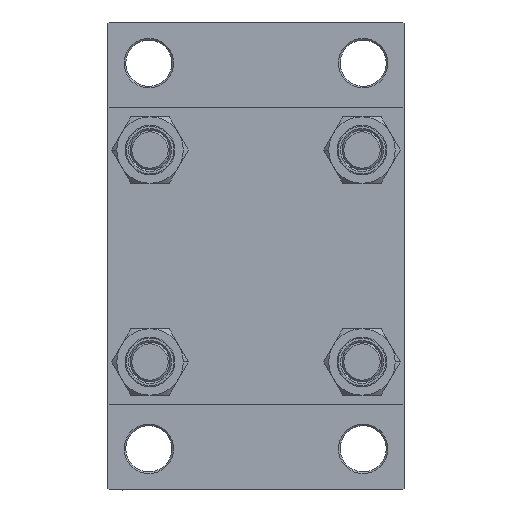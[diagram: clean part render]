
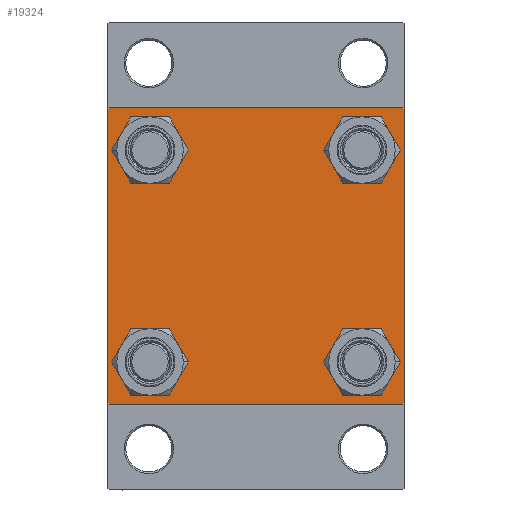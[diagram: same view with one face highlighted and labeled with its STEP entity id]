
A CAD part, left-side view. The second image highlights one B-rep face of the part: STEP entity #19324.
In plain terms, the highlighted planar face has unit normal (-1, 0, 0).
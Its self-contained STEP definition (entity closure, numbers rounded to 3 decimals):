
#754 = DIRECTION ( 'NONE',  ( 0., 0., 1. ) ) ;
#768 = EDGE_CURVE ( 'NONE', #9348, #14316, #32693, .T. ) ;
#808 = CARTESIAN_POINT ( 'NONE',  ( 0., -32.15, -25.65 ) ) ;
#1393 = ORIENTED_EDGE ( 'NONE', *, *, #45283, .T. ) ;
#1716 = ORIENTED_EDGE ( 'NONE', *, *, #7439, .T. ) ;
#2566 = AXIS2_PLACEMENT_3D ( 'NONE', #15895, #19712, #23502 ) ;
#2716 = VERTEX_POINT ( 'NONE', #38807 ) ;
#2976 = CARTESIAN_POINT ( 'NONE',  ( 0., -45., -44.5 ) ) ;
#3012 = AXIS2_PLACEMENT_3D ( 'NONE', #38965, #35379, #27735 ) ;
#3863 = EDGE_CURVE ( 'NONE', #23047, #32060, #29513, .T. ) ;
#4772 = CIRCLE ( 'NONE', #41352, 6.5 ) ;
#5440 = CARTESIAN_POINT ( 'NONE',  ( 0., 32.15, -25.65 ) ) ;
#6347 = DIRECTION ( 'NONE',  ( -1., 0., 0. ) ) ;
#6494 = EDGE_LOOP ( 'NONE', ( #46895, #46944, #32734, #30871, #35225, #20087, #13292, #43038 ) ) ;
#6583 = DIRECTION ( 'NONE',  ( 0., 0., 1. ) ) ;
#6809 = FACE_BOUND ( 'NONE', #26174, .T. ) ;
#7088 = CARTESIAN_POINT ( 'NONE',  ( 0., -32.15, 38.65 ) ) ;
#7150 = EDGE_LOOP ( 'NONE', ( #8778, #1393 ) ) ;
#7166 = CIRCLE ( 'NONE', #2566, 6.5 ) ;
#7439 = EDGE_CURVE ( 'NONE', #14316, #9348, #29855, .T. ) ;
#7584 = EDGE_LOOP ( 'NONE', ( #35107, #1716 ) ) ;
#7840 = DIRECTION ( 'NONE',  ( 1., 0., 0. ) ) ;
#7859 = CARTESIAN_POINT ( 'NONE',  ( 0., 45., -44.5 ) ) ;
#8648 = CARTESIAN_POINT ( 'NONE',  ( 0., -32.15, -32.15 ) ) ;
#8778 = ORIENTED_EDGE ( 'NONE', *, *, #15296, .T. ) ;
#9119 = VECTOR ( 'NONE', #11293, 1000. ) ;
#9348 = VERTEX_POINT ( 'NONE', #5440 ) ;
#9449 = LINE ( 'NONE', #12084, #15557 ) ;
#10127 = CARTESIAN_POINT ( 'NONE',  ( 0., 44.75, -44.75 ) ) ;
#10151 = PLANE ( 'NONE',  #31752 ) ;
#10413 = EDGE_CURVE ( 'NONE', #37975, #28581, #13201, .T. ) ;
#10860 = FACE_BOUND ( 'NONE', #7584, .T. ) ;
#11065 = CARTESIAN_POINT ( 'NONE',  ( 0., 45., 45. ) ) ;
#11293 = DIRECTION ( 'NONE',  ( 0., 0., -1. ) ) ;
#11395 = CARTESIAN_POINT ( 'NONE',  ( 0., -32.15, -38.65 ) ) ;
#11721 = CARTESIAN_POINT ( 'NONE',  ( 0., 32.15, 32.15 ) ) ;
#11902 = DIRECTION ( 'NONE',  ( 0., 0., 1. ) ) ;
#11974 = CARTESIAN_POINT ( 'NONE',  ( 0., 32.15, -32.15 ) ) ;
#12084 = CARTESIAN_POINT ( 'NONE',  ( 0., -44.75, -44.75 ) ) ;
#12299 = VERTEX_POINT ( 'NONE', #32709 ) ;
#13201 = CIRCLE ( 'NONE', #45982, 6.5 ) ;
#13204 = DIRECTION ( 'NONE',  ( 1., 0., 0. ) ) ;
#13292 = ORIENTED_EDGE ( 'NONE', *, *, #21582, .F. ) ;
#13321 = VECTOR ( 'NONE', #37215, 1000. ) ;
#13446 = ORIENTED_EDGE ( 'NONE', *, *, #36308, .T. ) ;
#13500 = CARTESIAN_POINT ( 'NONE',  ( 0., 32.15, 25.65 ) ) ;
#13697 = CARTESIAN_POINT ( 'NONE',  ( 0., -44.75, 44.75 ) ) ;
#14316 = VERTEX_POINT ( 'NONE', #36893 ) ;
#14626 = DIRECTION ( 'NONE',  ( 0., -1., 0. ) ) ;
#14795 = VECTOR ( 'NONE', #25904, 1000. ) ;
#15278 = CARTESIAN_POINT ( 'NONE',  ( 0., -45., 44.5 ) ) ;
#15296 = EDGE_CURVE ( 'NONE', #23128, #2716, #7166, .T. ) ;
#15557 = VECTOR ( 'NONE', #31125, 1000. ) ;
#15895 = CARTESIAN_POINT ( 'NONE',  ( 0., -32.15, 32.15 ) ) ;
#15976 = LINE ( 'NONE', #37465, #13321 ) ;
#16053 = VERTEX_POINT ( 'NONE', #28194 ) ;
#16233 = DIRECTION ( 'NONE',  ( 0., 0., 1. ) ) ;
#16823 = VERTEX_POINT ( 'NONE', #13500 ) ;
#17539 = FACE_BOUND ( 'NONE', #35472, .T. ) ;
#18120 = VECTOR ( 'NONE', #35885, 1000. ) ;
#18204 = CARTESIAN_POINT ( 'NONE',  ( 0., 32.15, 38.65 ) ) ;
#18333 = DIRECTION ( 'NONE',  ( 1., 0., 0. ) ) ;
#19003 = AXIS2_PLACEMENT_3D ( 'NONE', #11721, #37233, #16233 ) ;
#19324 = ADVANCED_FACE ( 'NONE', ( #25142, #17539, #10860, #6809, #25384 ), #10151, .T. ) ;
#19367 = DIRECTION ( 'NONE',  ( 1., 0., 0. ) ) ;
#19712 = DIRECTION ( 'NONE',  ( 1., 0., 0. ) ) ;
#20087 = ORIENTED_EDGE ( 'NONE', *, *, #22190, .T. ) ;
#20861 = LINE ( 'NONE', #13697, #18120 ) ;
#21547 = VERTEX_POINT ( 'NONE', #18204 ) ;
#21582 = EDGE_CURVE ( 'NONE', #28723, #16053, #47112, .T. ) ;
#21808 = CARTESIAN_POINT ( 'NONE',  ( 0., 0., 0. ) ) ;
#22190 = EDGE_CURVE ( 'NONE', #42126, #16053, #20861, .T. ) ;
#22353 = ORIENTED_EDGE ( 'NONE', *, *, #43249, .T. ) ;
#23047 = VERTEX_POINT ( 'NONE', #29010 ) ;
#23128 = VERTEX_POINT ( 'NONE', #7088 ) ;
#23181 = DIRECTION ( 'NONE',  ( 1., 0., 0. ) ) ;
#23448 = DIRECTION ( 'NONE',  ( 0., 0., 1. ) ) ;
#23502 = DIRECTION ( 'NONE',  ( 0., 0., 1. ) ) ;
#24505 = AXIS2_PLACEMENT_3D ( 'NONE', #11974, #19367, #754 ) ;
#24723 = CIRCLE ( 'NONE', #26260, 6.5 ) ;
#24892 = DIRECTION ( 'NONE',  ( 0., -0.707, -0.707 ) ) ;
#25142 = FACE_BOUND ( 'NONE', #7150, .T. ) ;
#25231 = CARTESIAN_POINT ( 'NONE',  ( 0., 32.15, 32.15 ) ) ;
#25384 = FACE_OUTER_BOUND ( 'NONE', #6494, .T. ) ;
#25631 = EDGE_CURVE ( 'NONE', #21547, #16823, #30418, .T. ) ;
#25904 = DIRECTION ( 'NONE',  ( 0., 0.707, -0.707 ) ) ;
#26174 = EDGE_LOOP ( 'NONE', ( #28972, #13446 ) ) ;
#26260 = AXIS2_PLACEMENT_3D ( 'NONE', #45915, #13204, #23448 ) ;
#27218 = VECTOR ( 'NONE', #14626, 1000. ) ;
#27238 = VERTEX_POINT ( 'NONE', #2976 ) ;
#27735 = DIRECTION ( 'NONE',  ( 0., 0., 1. ) ) ;
#28194 = CARTESIAN_POINT ( 'NONE',  ( 0., -44.5, 45. ) ) ;
#28581 = VERTEX_POINT ( 'NONE', #11395 ) ;
#28723 = VERTEX_POINT ( 'NONE', #37632 ) ;
#28972 = ORIENTED_EDGE ( 'NONE', *, *, #25631, .T. ) ;
#29010 = CARTESIAN_POINT ( 'NONE',  ( 0., 44.5, -45. ) ) ;
#29186 = VECTOR ( 'NONE', #24892, 1000. ) ;
#29513 = LINE ( 'NONE', #45241, #43523 ) ;
#29855 = CIRCLE ( 'NONE', #24505, 6.5 ) ;
#29872 = CARTESIAN_POINT ( 'NONE',  ( 0., 45., 45. ) ) ;
#30037 = EDGE_CURVE ( 'NONE', #12299, #40572, #40402, .T. ) ;
#30418 = CIRCLE ( 'NONE', #19003, 6.5 ) ;
#30871 = ORIENTED_EDGE ( 'NONE', *, *, #39925, .T. ) ;
#31125 = DIRECTION ( 'NONE',  ( 0., -0.707, 0.707 ) ) ;
#31752 = AXIS2_PLACEMENT_3D ( 'NONE', #21808, #6347, #6583 ) ;
#32060 = VERTEX_POINT ( 'NONE', #39097 ) ;
#32693 = CIRCLE ( 'NONE', #3012, 6.5 ) ;
#32709 = CARTESIAN_POINT ( 'NONE',  ( 0., 45., 44.5 ) ) ;
#32734 = ORIENTED_EDGE ( 'NONE', *, *, #3863, .T. ) ;
#33313 = LINE ( 'NONE', #36666, #14795 ) ;
#35107 = ORIENTED_EDGE ( 'NONE', *, *, #768, .T. ) ;
#35225 = ORIENTED_EDGE ( 'NONE', *, *, #41441, .F. ) ;
#35379 = DIRECTION ( 'NONE',  ( 1., 0., 0. ) ) ;
#35472 = EDGE_LOOP ( 'NONE', ( #40325, #22353 ) ) ;
#35885 = DIRECTION ( 'NONE',  ( 0., 0.707, 0.707 ) ) ;
#35997 = DIRECTION ( 'NONE',  ( 0., 0., 1. ) ) ;
#36082 = CIRCLE ( 'NONE', #46781, 6.5 ) ;
#36308 = EDGE_CURVE ( 'NONE', #16823, #21547, #4772, .T. ) ;
#36666 = CARTESIAN_POINT ( 'NONE',  ( 0., 44.75, 44.75 ) ) ;
#36893 = CARTESIAN_POINT ( 'NONE',  ( 0., 32.15, -38.65 ) ) ;
#37215 = DIRECTION ( 'NONE',  ( 0., 0., -1. ) ) ;
#37233 = DIRECTION ( 'NONE',  ( 1., 0., 0. ) ) ;
#37465 = CARTESIAN_POINT ( 'NONE',  ( 0., -45., 45. ) ) ;
#37632 = CARTESIAN_POINT ( 'NONE',  ( 0., 44.5, 45. ) ) ;
#37825 = DIRECTION ( 'NONE',  ( 0., -1., 0. ) ) ;
#37975 = VERTEX_POINT ( 'NONE', #808 ) ;
#38791 = EDGE_CURVE ( 'NONE', #40572, #23047, #43075, .T. ) ;
#38807 = CARTESIAN_POINT ( 'NONE',  ( 0., -32.15, 25.65 ) ) ;
#38965 = CARTESIAN_POINT ( 'NONE',  ( 0., 32.15, -32.15 ) ) ;
#39097 = CARTESIAN_POINT ( 'NONE',  ( 0., -44.5, -45. ) ) ;
#39925 = EDGE_CURVE ( 'NONE', #32060, #27238, #9449, .T. ) ;
#40325 = ORIENTED_EDGE ( 'NONE', *, *, #10413, .T. ) ;
#40402 = LINE ( 'NONE', #29872, #9119 ) ;
#40572 = VERTEX_POINT ( 'NONE', #7859 ) ;
#40814 = EDGE_CURVE ( 'NONE', #28723, #12299, #33313, .T. ) ;
#41106 = DIRECTION ( 'NONE',  ( 0., 0., 1. ) ) ;
#41352 = AXIS2_PLACEMENT_3D ( 'NONE', #25231, #18333, #35997 ) ;
#41441 = EDGE_CURVE ( 'NONE', #42126, #27238, #15976, .T. ) ;
#42126 = VERTEX_POINT ( 'NONE', #15278 ) ;
#43038 = ORIENTED_EDGE ( 'NONE', *, *, #40814, .T. ) ;
#43075 = LINE ( 'NONE', #10127, #29186 ) ;
#43249 = EDGE_CURVE ( 'NONE', #28581, #37975, #36082, .T. ) ;
#43523 = VECTOR ( 'NONE', #37825, 1000. ) ;
#44122 = CARTESIAN_POINT ( 'NONE',  ( 0., -32.15, -32.15 ) ) ;
#45241 = CARTESIAN_POINT ( 'NONE',  ( 0., 45., -45. ) ) ;
#45283 = EDGE_CURVE ( 'NONE', #2716, #23128, #24723, .T. ) ;
#45915 = CARTESIAN_POINT ( 'NONE',  ( 0., -32.15, 32.15 ) ) ;
#45982 = AXIS2_PLACEMENT_3D ( 'NONE', #8648, #23181, #41106 ) ;
#46781 = AXIS2_PLACEMENT_3D ( 'NONE', #44122, #7840, #11902 ) ;
#46895 = ORIENTED_EDGE ( 'NONE', *, *, #30037, .T. ) ;
#46944 = ORIENTED_EDGE ( 'NONE', *, *, #38791, .T. ) ;
#47112 = LINE ( 'NONE', #11065, #27218 ) ;
